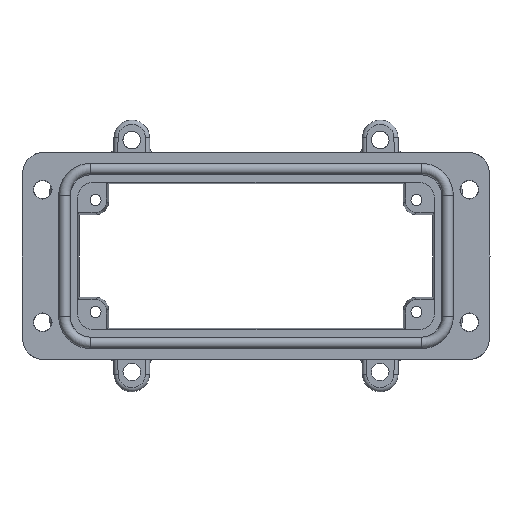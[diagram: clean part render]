
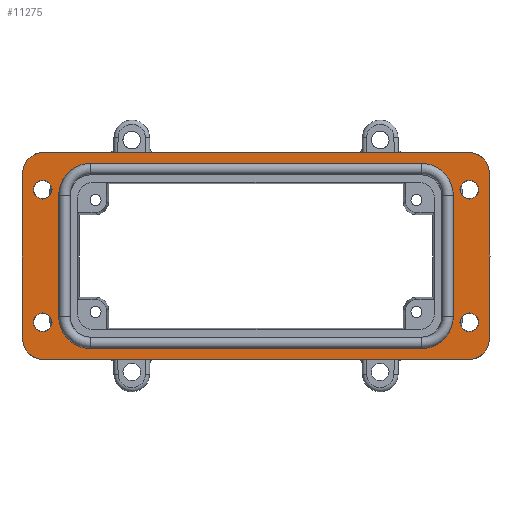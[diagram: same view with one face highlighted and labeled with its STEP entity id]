
A CAD part, front view. The second image highlights one B-rep face of the part: STEP entity #11275.
In plain terms, the highlighted planar face has unit normal (0, -1, 0).
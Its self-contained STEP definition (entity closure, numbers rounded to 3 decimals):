
#1255=DIRECTION('',(1.,0.,0.));
#1256=VECTOR('',#1255,102.651);
#1257=CARTESIAN_POINT('',(-51.325,-16.8,-25.));
#1258=LINE('',#1257,#1256);
#1259=CARTESIAN_POINT('',(-51.325,-16.8,-20.));
#1260=DIRECTION('',(0.,1.,0.));
#1261=DIRECTION('',(0.,0.,-1.));
#1262=AXIS2_PLACEMENT_3D('',#1259,#1260,#1261);
#1264=DIRECTION('',(-0.009,0.,1.));
#1265=VECTOR('',#1264,20.044);
#1266=CARTESIAN_POINT('',(-56.325,-16.8,-20.044));
#1267=LINE('',#1266,#1265);
#1268=DIRECTION('',(0.009,0.,1.));
#1269=VECTOR('',#1268,20.044);
#1270=CARTESIAN_POINT('',(-56.5,-16.8,0.));
#1271=LINE('',#1270,#1269);
#1272=CARTESIAN_POINT('',(-51.325,-16.8,20.));
#1273=DIRECTION('',(0.,1.,0.));
#1274=DIRECTION('',(-1.,0.,0.009));
#1275=AXIS2_PLACEMENT_3D('',#1272,#1273,#1274);
#1277=DIRECTION('',(1.,0.,0.));
#1278=VECTOR('',#1277,102.651);
#1279=CARTESIAN_POINT('',(-51.325,-16.8,25.));
#1280=LINE('',#1279,#1278);
#1281=CARTESIAN_POINT('',(51.325,-16.8,20.));
#1282=DIRECTION('',(0.,1.,0.));
#1283=DIRECTION('',(0.,0.,1.));
#1284=AXIS2_PLACEMENT_3D('',#1281,#1282,#1283);
#1286=DIRECTION('',(0.009,0.,-1.));
#1287=VECTOR('',#1286,20.044);
#1288=CARTESIAN_POINT('',(56.325,-16.8,20.044));
#1289=LINE('',#1288,#1287);
#1290=DIRECTION('',(-0.009,0.,-1.));
#1291=VECTOR('',#1290,20.044);
#1292=CARTESIAN_POINT('',(56.5,-16.8,0.));
#1293=LINE('',#1292,#1291);
#1294=CARTESIAN_POINT('',(51.325,-16.8,-20.));
#1295=DIRECTION('',(0.,1.,0.));
#1296=DIRECTION('',(1.,0.,-0.009));
#1297=AXIS2_PLACEMENT_3D('',#1294,#1295,#1296);
#1299=CARTESIAN_POINT('',(51.5,-16.8,16.));
#1300=DIRECTION('',(0.,-1.,0.));
#1301=DIRECTION('',(0.,0.,-1.));
#1302=AXIS2_PLACEMENT_3D('',#1299,#1300,#1301);
#1304=CARTESIAN_POINT('',(51.5,-16.8,16.));
#1305=DIRECTION('',(0.,-1.,0.));
#1306=DIRECTION('',(0.,0.,1.));
#1307=AXIS2_PLACEMENT_3D('',#1304,#1305,#1306);
#1309=CARTESIAN_POINT('',(51.5,-16.8,-16.));
#1310=DIRECTION('',(0.,-1.,0.));
#1311=DIRECTION('',(0.,0.,-1.));
#1312=AXIS2_PLACEMENT_3D('',#1309,#1310,#1311);
#1314=CARTESIAN_POINT('',(51.5,-16.8,-16.));
#1315=DIRECTION('',(0.,-1.,0.));
#1316=DIRECTION('',(0.,0.,1.));
#1317=AXIS2_PLACEMENT_3D('',#1314,#1315,#1316);
#1319=CARTESIAN_POINT('',(-51.5,-16.8,-16.));
#1320=DIRECTION('',(0.,-1.,0.));
#1321=DIRECTION('',(0.,0.,-1.));
#1322=AXIS2_PLACEMENT_3D('',#1319,#1320,#1321);
#1324=CARTESIAN_POINT('',(-51.5,-16.8,-16.));
#1325=DIRECTION('',(0.,-1.,0.));
#1326=DIRECTION('',(0.,0.,1.));
#1327=AXIS2_PLACEMENT_3D('',#1324,#1325,#1326);
#1329=CARTESIAN_POINT('',(-51.5,-16.8,16.));
#1330=DIRECTION('',(0.,-1.,0.));
#1331=DIRECTION('',(0.,0.,-1.));
#1332=AXIS2_PLACEMENT_3D('',#1329,#1330,#1331);
#1334=CARTESIAN_POINT('',(-51.5,-16.8,16.));
#1335=DIRECTION('',(0.,-1.,0.));
#1336=DIRECTION('',(0.,0.,1.));
#1337=AXIS2_PLACEMENT_3D('',#1334,#1335,#1336);
#1339=DIRECTION('',(-1.,0.,0.));
#1340=VECTOR('',#1339,79.74);
#1341=CARTESIAN_POINT('',(39.87,-16.8,22.401));
#1342=LINE('',#1341,#1340);
#1343=CARTESIAN_POINT('',(-39.87,-16.8,14.62));
#1344=DIRECTION('',(0.,-1.,0.));
#1345=DIRECTION('',(0.,0.,1.));
#1346=AXIS2_PLACEMENT_3D('',#1343,#1344,#1345);
#1348=DIRECTION('',(0.,0.,-1.));
#1349=VECTOR('',#1348,29.24);
#1350=CARTESIAN_POINT('',(-47.651,-16.8,14.62));
#1351=LINE('',#1350,#1349);
#1352=CARTESIAN_POINT('',(-39.87,-16.8,-14.62));
#1353=DIRECTION('',(0.,-1.,0.));
#1354=DIRECTION('',(-1.,0.,0.));
#1355=AXIS2_PLACEMENT_3D('',#1352,#1353,#1354);
#1357=DIRECTION('',(1.,0.,0.));
#1358=VECTOR('',#1357,79.74);
#1359=CARTESIAN_POINT('',(-39.87,-16.8,-22.401));
#1360=LINE('',#1359,#1358);
#1361=CARTESIAN_POINT('',(39.87,-16.8,-14.62));
#1362=DIRECTION('',(0.,-1.,0.));
#1363=DIRECTION('',(0.,0.,-1.));
#1364=AXIS2_PLACEMENT_3D('',#1361,#1362,#1363);
#1366=DIRECTION('',(0.,0.,1.));
#1367=VECTOR('',#1366,29.24);
#1368=CARTESIAN_POINT('',(47.651,-16.8,-14.62));
#1369=LINE('',#1368,#1367);
#1370=CARTESIAN_POINT('',(39.87,-16.8,14.62));
#1371=DIRECTION('',(0.,-1.,0.));
#1372=DIRECTION('',(1.,0.,0.));
#1373=AXIS2_PLACEMENT_3D('',#1370,#1371,#1372);
#7959=CARTESIAN_POINT('',(-51.325,-16.8,-25.));
#7961=VERTEX_POINT('',#7959);
#7964=CARTESIAN_POINT('',(-56.325,-16.8,-20.044));
#7965=VERTEX_POINT('',#7964);
#7966=CARTESIAN_POINT('',(51.325,-16.8,-25.));
#7967=VERTEX_POINT('',#7966);
#7970=CARTESIAN_POINT('',(-56.5,-16.8,0.));
#7971=VERTEX_POINT('',#7970);
#7972=CARTESIAN_POINT('',(-56.325,-16.8,20.044));
#7973=VERTEX_POINT('',#7972);
#7974=CARTESIAN_POINT('',(-51.325,-16.8,25.));
#7975=VERTEX_POINT('',#7974);
#7976=CARTESIAN_POINT('',(51.325,-16.8,25.));
#7977=VERTEX_POINT('',#7976);
#7978=CARTESIAN_POINT('',(56.325,-16.8,20.044));
#7979=VERTEX_POINT('',#7978);
#7980=CARTESIAN_POINT('',(56.5,-16.8,0.));
#7981=VERTEX_POINT('',#7980);
#7982=CARTESIAN_POINT('',(56.325,-16.8,-20.044));
#7983=VERTEX_POINT('',#7982);
#7984=CARTESIAN_POINT('',(51.5,-16.8,13.745));
#7985=CARTESIAN_POINT('',(51.5,-16.8,18.255));
#7986=VERTEX_POINT('',#7984);
#7987=VERTEX_POINT('',#7985);
#7988=CARTESIAN_POINT('',(51.5,-16.8,-18.255));
#7989=CARTESIAN_POINT('',(51.5,-16.8,-13.745));
#7990=VERTEX_POINT('',#7988);
#7991=VERTEX_POINT('',#7989);
#7992=CARTESIAN_POINT('',(-51.5,-16.8,-18.255));
#7993=CARTESIAN_POINT('',(-51.5,-16.8,-13.745));
#7994=VERTEX_POINT('',#7992);
#7995=VERTEX_POINT('',#7993);
#7996=CARTESIAN_POINT('',(-51.5,-16.8,13.745));
#7997=CARTESIAN_POINT('',(-51.5,-16.8,18.255));
#7998=VERTEX_POINT('',#7996);
#7999=VERTEX_POINT('',#7997);
#8000=CARTESIAN_POINT('',(39.87,-16.8,22.401));
#8001=CARTESIAN_POINT('',(-39.87,-16.8,22.401));
#8002=VERTEX_POINT('',#8000);
#8003=VERTEX_POINT('',#8001);
#8004=CARTESIAN_POINT('',(-47.651,-16.8,14.62));
#8005=VERTEX_POINT('',#8004);
#8006=CARTESIAN_POINT('',(-47.651,-16.8,-14.62));
#8007=VERTEX_POINT('',#8006);
#8008=CARTESIAN_POINT('',(-39.87,-16.8,-22.401));
#8009=VERTEX_POINT('',#8008);
#8010=CARTESIAN_POINT('',(39.87,-16.8,-22.401));
#8011=VERTEX_POINT('',#8010);
#8012=CARTESIAN_POINT('',(47.651,-16.8,-14.62));
#8013=VERTEX_POINT('',#8012);
#8014=CARTESIAN_POINT('',(47.651,-16.8,14.62));
#8015=VERTEX_POINT('',#8014);
#11208=CARTESIAN_POINT('',(0.,-16.8,0.));
#11209=DIRECTION('',(0.,1.,0.));
#11210=DIRECTION('',(1.,0.,0.));
#11211=AXIS2_PLACEMENT_3D('',#11208,#11209,#11210);
#11212=PLANE('',#11211);
#11213=ORIENTED_EDGE('',*,*,#11188,.T.);
#11215=ORIENTED_EDGE('',*,*,#11214,.T.);
#11217=ORIENTED_EDGE('',*,*,#11216,.T.);
#11219=ORIENTED_EDGE('',*,*,#11218,.T.);
#11221=ORIENTED_EDGE('',*,*,#11220,.T.);
#11223=ORIENTED_EDGE('',*,*,#11222,.T.);
#11225=ORIENTED_EDGE('',*,*,#11224,.T.);
#11227=ORIENTED_EDGE('',*,*,#11226,.T.);
#11229=ORIENTED_EDGE('',*,*,#11228,.T.);
#11230=ORIENTED_EDGE('',*,*,#11199,.F.);
#11231=EDGE_LOOP('',(#11213,#11215,#11217,#11219,#11221,#11223,#11225,#11227,
#11229,#11230));
#11232=FACE_OUTER_BOUND('',#11231,.F.);
#11234=ORIENTED_EDGE('',*,*,#11233,.T.);
#11236=ORIENTED_EDGE('',*,*,#11235,.T.);
#11237=EDGE_LOOP('',(#11234,#11236));
#11238=FACE_BOUND('',#11237,.F.);
#11240=ORIENTED_EDGE('',*,*,#11239,.T.);
#11242=ORIENTED_EDGE('',*,*,#11241,.T.);
#11243=EDGE_LOOP('',(#11240,#11242));
#11244=FACE_BOUND('',#11243,.F.);
#11246=ORIENTED_EDGE('',*,*,#11245,.T.);
#11248=ORIENTED_EDGE('',*,*,#11247,.T.);
#11249=EDGE_LOOP('',(#11246,#11248));
#11250=FACE_BOUND('',#11249,.F.);
#11252=ORIENTED_EDGE('',*,*,#11251,.T.);
#11254=ORIENTED_EDGE('',*,*,#11253,.T.);
#11255=EDGE_LOOP('',(#11252,#11254));
#11256=FACE_BOUND('',#11255,.F.);
#11258=ORIENTED_EDGE('',*,*,#11257,.T.);
#11260=ORIENTED_EDGE('',*,*,#11259,.T.);
#11262=ORIENTED_EDGE('',*,*,#11261,.T.);
#11264=ORIENTED_EDGE('',*,*,#11263,.T.);
#11266=ORIENTED_EDGE('',*,*,#11265,.T.);
#11268=ORIENTED_EDGE('',*,*,#11267,.T.);
#11270=ORIENTED_EDGE('',*,*,#11269,.T.);
#11272=ORIENTED_EDGE('',*,*,#11271,.T.);
#11273=EDGE_LOOP('',(#11258,#11260,#11262,#11264,#11266,#11268,#11270,#11272));
#11274=FACE_BOUND('',#11273,.F.);
#11275=ADVANCED_FACE('',(#11232,#11238,#11244,#11250,#11256,#11274),#11212,.F.);
#1263=CIRCLE('',#1262,5.);
#1276=CIRCLE('',#1275,5.);
#1285=CIRCLE('',#1284,5.);
#1298=CIRCLE('',#1297,5.);
#1303=CIRCLE('',#1302,2.255);
#1308=CIRCLE('',#1307,2.255);
#1313=CIRCLE('',#1312,2.255);
#1318=CIRCLE('',#1317,2.255);
#1323=CIRCLE('',#1322,2.255);
#1328=CIRCLE('',#1327,2.255);
#1333=CIRCLE('',#1332,2.255);
#1338=CIRCLE('',#1337,2.255);
#1347=CIRCLE('',#1346,7.781);
#1356=CIRCLE('',#1355,7.781);
#1365=CIRCLE('',#1364,7.781);
#1374=CIRCLE('',#1373,7.781);
#11188=EDGE_CURVE('',#7961,#7965,#1263,.T.);
#11199=EDGE_CURVE('',#7961,#7967,#1258,.T.);
#11214=EDGE_CURVE('',#7965,#7971,#1267,.T.);
#11216=EDGE_CURVE('',#7971,#7973,#1271,.T.);
#11218=EDGE_CURVE('',#7973,#7975,#1276,.T.);
#11220=EDGE_CURVE('',#7975,#7977,#1280,.T.);
#11222=EDGE_CURVE('',#7977,#7979,#1285,.T.);
#11224=EDGE_CURVE('',#7979,#7981,#1289,.T.);
#11226=EDGE_CURVE('',#7981,#7983,#1293,.T.);
#11228=EDGE_CURVE('',#7983,#7967,#1298,.T.);
#11233=EDGE_CURVE('',#7986,#7987,#1303,.T.);
#11235=EDGE_CURVE('',#7987,#7986,#1308,.T.);
#11239=EDGE_CURVE('',#7990,#7991,#1313,.T.);
#11241=EDGE_CURVE('',#7991,#7990,#1318,.T.);
#11245=EDGE_CURVE('',#7994,#7995,#1323,.T.);
#11247=EDGE_CURVE('',#7995,#7994,#1328,.T.);
#11251=EDGE_CURVE('',#7998,#7999,#1333,.T.);
#11253=EDGE_CURVE('',#7999,#7998,#1338,.T.);
#11257=EDGE_CURVE('',#8002,#8003,#1342,.T.);
#11259=EDGE_CURVE('',#8003,#8005,#1347,.T.);
#11261=EDGE_CURVE('',#8005,#8007,#1351,.T.);
#11263=EDGE_CURVE('',#8007,#8009,#1356,.T.);
#11265=EDGE_CURVE('',#8009,#8011,#1360,.T.);
#11267=EDGE_CURVE('',#8011,#8013,#1365,.T.);
#11269=EDGE_CURVE('',#8013,#8015,#1369,.T.);
#11271=EDGE_CURVE('',#8015,#8002,#1374,.T.);
